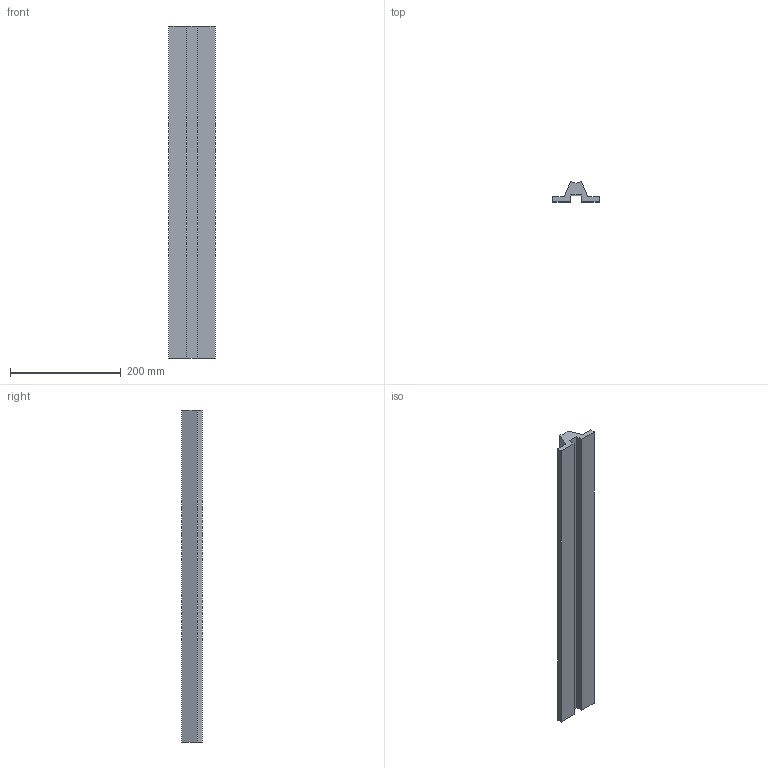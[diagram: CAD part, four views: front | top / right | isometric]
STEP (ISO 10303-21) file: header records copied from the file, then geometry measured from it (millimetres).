
FILE_DESCRIPTION(/* description */ ('LWU 50'),/* implementation_level */ '2;1');
FILE_NAME(/* name */ 'ZEI_CAD_150013-0-REV00_#SALL_#AIN_#V1.step',/* time_stamp */ '2022-09-15T16:54:39+02:00',/* author */ ('MiniTec'),/* organization */ ('MiniTec GmbH & Co.KG'),/* preprocessor_version */ 'ST-DEVELOPER v18.1',/* originating_system */ 'Autodesk Inventor 2021',/* authorisation */ '');
FILE_SCHEMA (('CONFIG_CONTROL_DESIGN'));
Length unit declared in the file: millimetre
Products named in the file (1): 15-0013-0FZ.000
Bounding box: 84 x 36.78 x 599.5 mm (x, y, z)
Volume: 806647.3 mm3; surface area: 151786.2 mm2
Topology: 1 solids, 1 shells, 15 faces, 39 edges, 26 vertices
Faces by surface type: plane 15
Entity records: 494 total; most frequent: CARTESIAN_POINT 81, ORIENTED_EDGE 78, DIRECTION 71, LINE 39, VECTOR 39, EDGE_CURVE 39, VERTEX_POINT 26, AXIS2_PLACEMENT_3D 16
